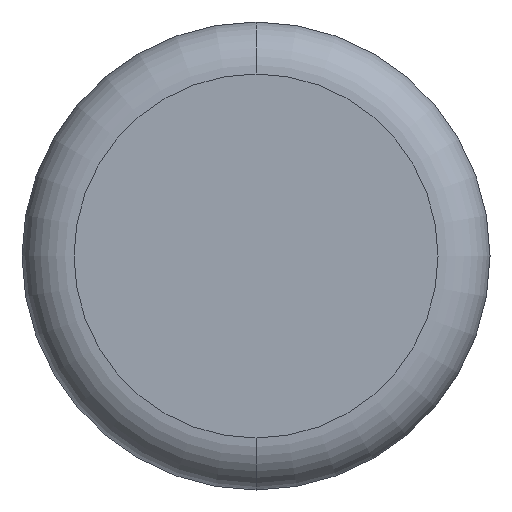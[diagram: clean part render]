
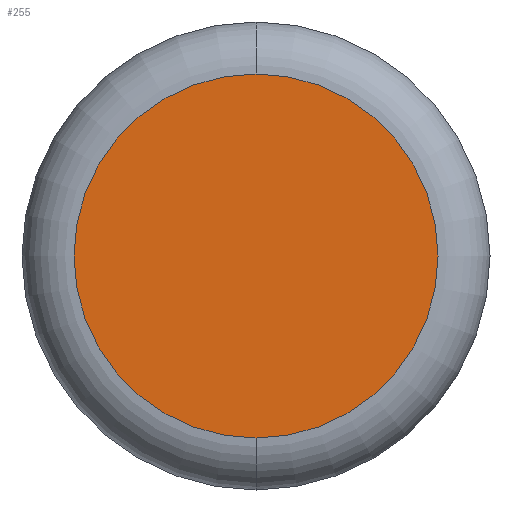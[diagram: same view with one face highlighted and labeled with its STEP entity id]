
A CAD part, front view. The second image highlights one B-rep face of the part: STEP entity #255.
In plain terms, the highlighted planar face has unit normal (0, -1, 0).
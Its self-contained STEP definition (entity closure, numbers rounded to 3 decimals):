
#2 = DIRECTION ( 'NONE',  ( 0., 0., 1. ) ) ;
#37 = DIRECTION ( 'NONE',  ( 0., 0., 1. ) ) ;
#60 = DIRECTION ( 'NONE',  ( 0., -1., 0. ) ) ;
#75 = ORIENTED_EDGE ( 'NONE', *, *, #137, .T. ) ;
#92 = CARTESIAN_POINT ( 'NONE',  ( 0., -265., 7. ) ) ;
#99 = VERTEX_POINT ( 'NONE', #269 ) ;
#101 = AXIS2_PLACEMENT_3D ( 'NONE', #220, #185, #2 ) ;
#120 = CIRCLE ( 'NONE', #209, 7. ) ;
#134 = EDGE_CURVE ( 'NONE', #99, #202, #120, .T. ) ;
#135 = ORIENTED_EDGE ( 'NONE', *, *, #134, .T. ) ;
#137 = EDGE_CURVE ( 'NONE', #202, #99, #167, .T. ) ;
#145 = AXIS2_PLACEMENT_3D ( 'NONE', #237, #163, #162 ) ;
#146 = PLANE ( 'NONE',  #145 ) ;
#162 = DIRECTION ( 'NONE',  ( 0., 0., 1. ) ) ;
#163 = DIRECTION ( 'NONE',  ( 0., 1., 0. ) ) ;
#167 = CIRCLE ( 'NONE', #101, 7. ) ;
#185 = DIRECTION ( 'NONE',  ( 0., -1., 0. ) ) ;
#202 = VERTEX_POINT ( 'NONE', #92 ) ;
#205 = EDGE_LOOP ( 'NONE', ( #75, #135 ) ) ;
#209 = AXIS2_PLACEMENT_3D ( 'NONE', #261, #60, #37 ) ;
#220 = CARTESIAN_POINT ( 'NONE',  ( 0., -265., 0. ) ) ;
#237 = CARTESIAN_POINT ( 'NONE',  ( 0., -265., 0. ) ) ;
#255 = ADVANCED_FACE ( 'NONE', ( #272 ), #146, .F. ) ;
#261 = CARTESIAN_POINT ( 'NONE',  ( 0., -265., 0. ) ) ;
#269 = CARTESIAN_POINT ( 'NONE',  ( 0., -265., -7. ) ) ;
#272 = FACE_OUTER_BOUND ( 'NONE', #205, .T. ) ;
